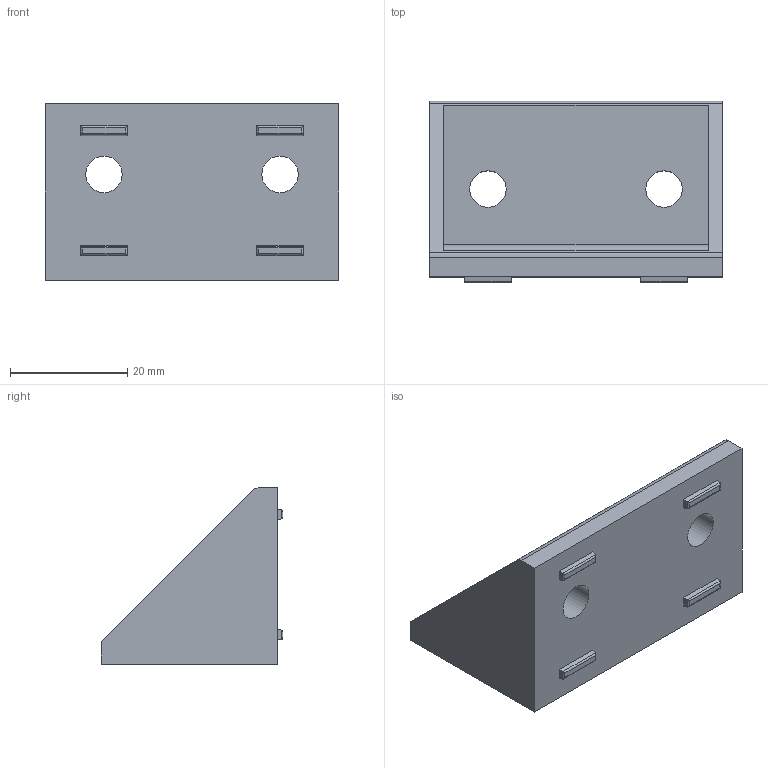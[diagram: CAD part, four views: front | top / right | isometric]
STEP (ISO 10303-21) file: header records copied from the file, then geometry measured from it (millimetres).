
FILE_DESCRIPTION(/* description */ ('STEP AP214'),/* implementation_level */ '2;1');
FILE_NAME(/* name */ 'HBLFSDK6',/* time_stamp */ '2024-06-21T12:30:29+02:00',/* author */ ('License CC BY-ND 4.0'),/* organization */ ('CADENAS'),/* preprocessor_version */ 'ST-DEVELOPER v19.3',/* originating_system */ 'PARTsolutions',/* authorisation */ ' ');
FILE_SCHEMA (('AUTOMOTIVE_DESIGN {1 0 10303 214 3 1 1}'));
Length unit declared in the file: millimetre
Products named in the file (2): HBLFSDK6; HBLFSDK6_b
Assembly tree (1 placements, depth 2):
  HBLFSDK6
    HBLFSDK6_b
Bounding box: 50 x 31 x 30 mm (x, y, z)
Volume: 13507.8 mm3; surface area: 7752.5 mm2
Topology: 1 solids, 1 shells, 54 faces, 141 edges, 94 vertices
Faces by surface type: plane 31, cylinder 23
Full cylindrical faces by diameter (mm): 6.2 x4
Entity records: 1716 total; most frequent: DIRECTION 295, CARTESIAN_POINT 287, ORIENTED_EDGE 274, EDGE_CURVE 137, AXIS2_PLACEMENT_3D 102, VERTEX_POINT 94, LINE 91, VECTOR 91
